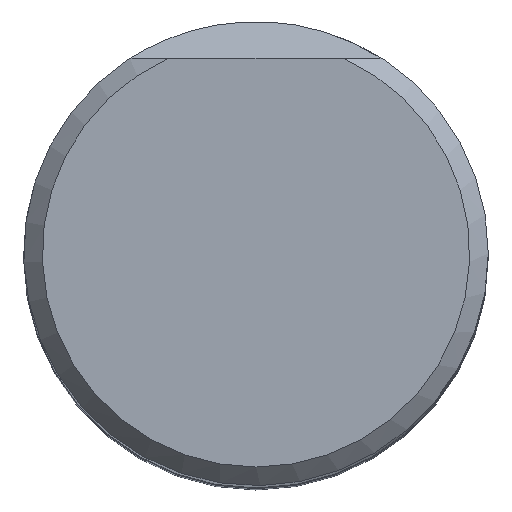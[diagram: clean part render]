
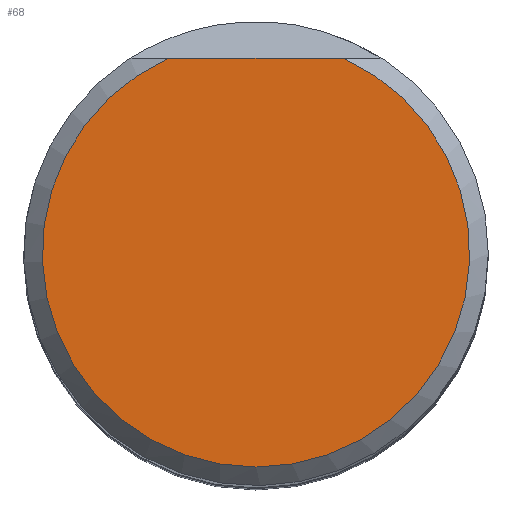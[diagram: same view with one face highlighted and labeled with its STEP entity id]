
A CAD part, top view. The second image highlights one B-rep face of the part: STEP entity #68.
In plain terms, the highlighted planar face has unit normal (0, 0, 1).
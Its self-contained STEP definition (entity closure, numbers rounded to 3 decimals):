
#68=ADVANCED_FACE('',(#94),#85,.F.);
#85=PLANE('',#289);
#94=FACE_OUTER_BOUND('',#104,.T.);
#104=EDGE_LOOP('',(#139,#140));
#129=CIRCLE('',#288,11.5);
#139=ORIENTED_EDGE('',*,*,#203,.F.);
#140=ORIENTED_EDGE('',*,*,#204,.T.);
#185=VERTEX_POINT('',#415);
#186=VERTEX_POINT('',#416);
#203=EDGE_CURVE('',#185,#186,#226,.T.);
#204=EDGE_CURVE('',#185,#186,#129,.T.);
#226=LINE('',#414,#234);
#234=VECTOR('',#326,1.);
#288=AXIS2_PLACEMENT_3D('',#417,#327,#328);
#289=AXIS2_PLACEMENT_3D('',#418,#329,#330);
#326=DIRECTION('',(1.,0.,0.));
#327=DIRECTION('',(0.,0.,1.));
#328=DIRECTION('',(-1.,0.,0.));
#329=DIRECTION('',(0.,0.,-1.));
#330=DIRECTION('',(-1.,0.,0.));
#414=CARTESIAN_POINT('',(0.,10.5,0.));
#415=CARTESIAN_POINT('',(-4.69,10.5,0.));
#416=CARTESIAN_POINT('',(4.69,10.5,0.));
#417=CARTESIAN_POINT('',(0.,0.,0.));
#418=CARTESIAN_POINT('',(0.,12.5,0.));
